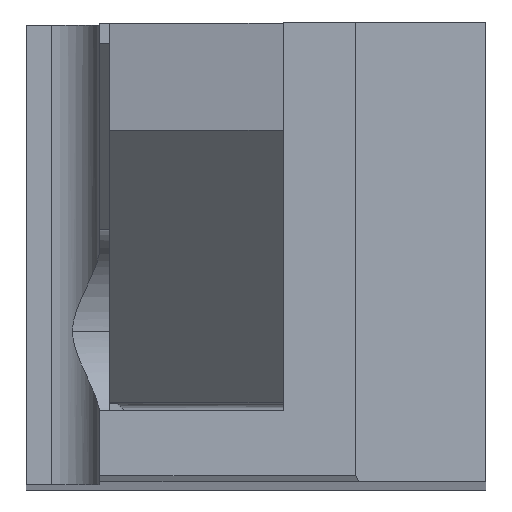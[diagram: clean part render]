
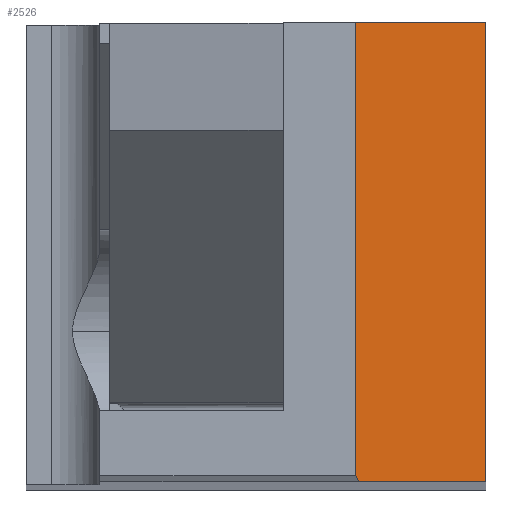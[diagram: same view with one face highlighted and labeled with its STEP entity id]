
A CAD part, top view. The second image highlights one B-rep face of the part: STEP entity #2526.
In plain terms, the highlighted planar face has unit normal (0.743, 0, 0.669).
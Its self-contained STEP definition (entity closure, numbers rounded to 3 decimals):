
#294 = CARTESIAN_POINT ( 'NONE',  ( -7.178, 45.384, 26.13 ) ) ;
#480 = AXIS2_PLACEMENT_3D ( 'NONE', #1788, #1498, #1487 ) ;
#661 = DIRECTION ( 'NONE',  ( 0.669, 0., -0.743 ) ) ;
#706 = ORIENTED_EDGE ( 'NONE', *, *, #3648, .T. ) ;
#737 = ORIENTED_EDGE ( 'NONE', *, *, #1716, .T. ) ;
#801 = ORIENTED_EDGE ( 'NONE', *, *, #1256, .F. ) ;
#877 = VECTOR ( 'NONE', #1126, 1000. ) ;
#900 = LINE ( 'NONE', #1188, #877 ) ;
#908 = ORIENTED_EDGE ( 'NONE', *, *, #2049, .T. ) ;
#913 = ORIENTED_EDGE ( 'NONE', *, *, #1864, .T. ) ;
#1016 = CARTESIAN_POINT ( 'NONE',  ( 19.05, 0., -2.999 ) ) ;
#1018 = CARTESIAN_POINT ( 'NONE',  ( 19.05, 9.525, -2.999 ) ) ;
#1126 = DIRECTION ( 'NONE',  ( -0.669, 0., 0.743 ) ) ;
#1136 = VERTEX_POINT ( 'NONE', #1018 ) ;
#1188 = CARTESIAN_POINT ( 'NONE',  ( 67.285, 9.525, -56.569 ) ) ;
#1245 = VECTOR ( 'NONE', #661, 1000. ) ;
#1256 = EDGE_CURVE ( 'NONE', #3292, #1758, #1638, .T. ) ;
#1306 = LINE ( 'NONE', #1563, #1245 ) ;
#1328 = EDGE_LOOP ( 'NONE', ( #706, #737, #801, #908, #913 ) ) ;
#1400 = CARTESIAN_POINT ( 'NONE',  ( 16.35, 9.525, 0. ) ) ;
#1487 = DIRECTION ( 'NONE',  ( -0.669, 0., 0.743 ) ) ;
#1498 = DIRECTION ( 'NONE',  ( 0.743, 0., 0.669 ) ) ;
#1545 = VECTOR ( 'NONE', #1942, 1000. ) ;
#1563 = CARTESIAN_POINT ( 'NONE',  ( 67.285, 0., -56.569 ) ) ;
#1571 = PLANE ( 'NONE',  #480 ) ;
#1629 = VECTOR ( 'NONE', #2457, 1000. ) ;
#1636 = LINE ( 'NONE', #3115, #1629 ) ;
#1638 = LINE ( 'NONE', #294, #3656 ) ;
#1716 = EDGE_CURVE ( 'NONE', #3641, #1758, #1636, .T. ) ;
#1758 = VERTEX_POINT ( 'NONE', #2830 ) ;
#1788 = CARTESIAN_POINT ( 'NONE',  ( 16.35, 135.654, 0. ) ) ;
#1846 = LINE ( 'NONE', #2040, #1545 ) ;
#1864 = EDGE_CURVE ( 'NONE', #2945, #1136, #1846, .T. ) ;
#1942 = DIRECTION ( 'NONE',  ( 0., 1., 0. ) ) ;
#2040 = CARTESIAN_POINT ( 'NONE',  ( 19.05, 0., -2.999 ) ) ;
#2049 = EDGE_CURVE ( 'NONE', #3292, #2945, #1306, .T. ) ;
#2323 = DIRECTION ( 'NONE',  ( -0.411, 0.79, 0.456 ) ) ;
#2457 = DIRECTION ( 'NONE',  ( 0., -1., 0. ) ) ;
#2526 = ADVANCED_FACE ( 'NONE', ( #3137 ), #1571, .T. ) ;
#2830 = CARTESIAN_POINT ( 'NONE',  ( 16.35, 0.125, 0. ) ) ;
#2945 = VERTEX_POINT ( 'NONE', #1016 ) ;
#3115 = CARTESIAN_POINT ( 'NONE',  ( 16.35, 135.654, 0. ) ) ;
#3137 = FACE_OUTER_BOUND ( 'NONE', #1328, .T. ) ;
#3212 = CARTESIAN_POINT ( 'NONE',  ( 16.415, 0., -0.072 ) ) ;
#3292 = VERTEX_POINT ( 'NONE', #3212 ) ;
#3641 = VERTEX_POINT ( 'NONE', #1400 ) ;
#3648 = EDGE_CURVE ( 'NONE', #1136, #3641, #900, .T. ) ;
#3656 = VECTOR ( 'NONE', #2323, 1000. ) ;
